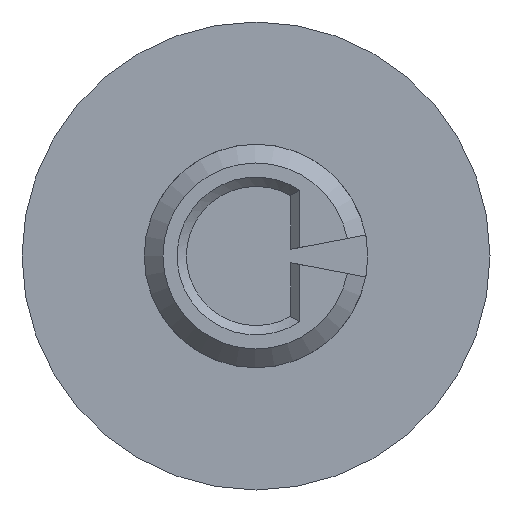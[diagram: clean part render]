
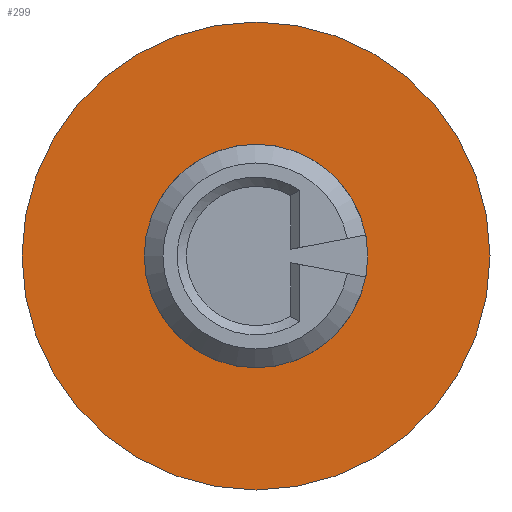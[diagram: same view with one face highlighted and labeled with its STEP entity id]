
A CAD part, front view. The second image highlights one B-rep face of the part: STEP entity #299.
In plain terms, the highlighted planar face has unit normal (0, -1, 0).
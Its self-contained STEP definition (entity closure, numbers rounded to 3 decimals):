
#15=FACE_BOUND('',#115,.T.);
#25=PLANE('',#347);
#96=FACE_OUTER_BOUND('',#114,.T.);
#114=EDGE_LOOP('',(#274));
#115=EDGE_LOOP('',(#275));
#124=CIRCLE('',#325,10.);
#132=CIRCLE('',#344,4.775);
#139=VERTEX_POINT('',#459);
#159=VERTEX_POINT('',#527);
#168=EDGE_CURVE('',#139,#139,#124,.T.);
#198=EDGE_CURVE('',#159,#159,#132,.T.);
#274=ORIENTED_EDGE('',*,*,#168,.F.);
#275=ORIENTED_EDGE('',*,*,#198,.T.);
#299=ADVANCED_FACE('',(#96,#15),#25,.F.);
#325=AXIS2_PLACEMENT_3D('',#461,#372,#373);
#344=AXIS2_PLACEMENT_3D('',#528,#430,#431);
#347=AXIS2_PLACEMENT_3D('',#532,#437,#438);
#372=DIRECTION('center_axis',(0.,1.,0.));
#373=DIRECTION('ref_axis',(1.,0.,0.));
#430=DIRECTION('center_axis',(0.,1.,0.));
#431=DIRECTION('ref_axis',(1.,0.,0.));
#437=DIRECTION('center_axis',(0.,1.,0.));
#438=DIRECTION('ref_axis',(1.,0.,0.));
#459=CARTESIAN_POINT('',(-195.738,20.5,-147.825));
#461=CARTESIAN_POINT('Origin',(-185.738,20.5,-147.825));
#527=CARTESIAN_POINT('',(-190.513,20.5,-147.825));
#528=CARTESIAN_POINT('Origin',(-185.738,20.5,-147.825));
#532=CARTESIAN_POINT('Origin',(-185.738,20.5,-147.825));
